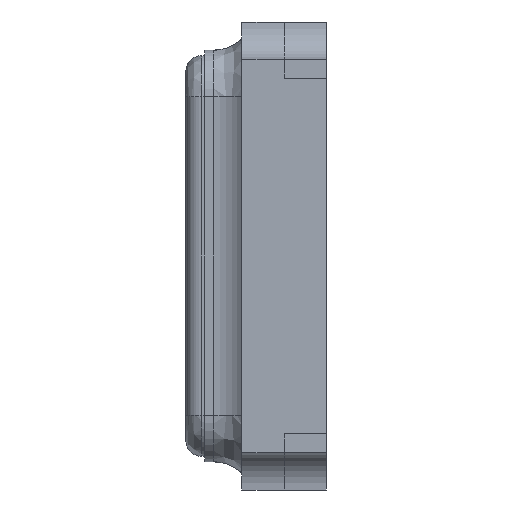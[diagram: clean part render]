
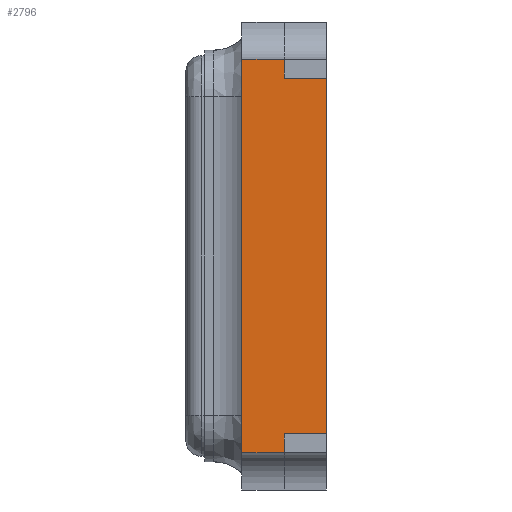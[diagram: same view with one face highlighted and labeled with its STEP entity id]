
A CAD part, left-side view. The second image highlights one B-rep face of the part: STEP entity #2796.
In plain terms, the highlighted face is planar.
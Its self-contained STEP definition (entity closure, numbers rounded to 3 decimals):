
#108 = EDGE_CURVE ( 'NONE', #2369, #1987, #1420, .T. ) ;
#213 = ORIENTED_EDGE ( 'NONE', *, *, #3073, .F. ) ;
#232 = ORIENTED_EDGE ( 'NONE', *, *, #108, .T. ) ;
#239 = VERTEX_POINT ( 'NONE', #924 ) ;
#410 = VECTOR ( 'NONE', #2429, 1000. ) ;
#417 = CARTESIAN_POINT ( 'NONE',  ( -1.05, 0.445, 1.6 ) ) ;
#450 = EDGE_CURVE ( 'NONE', #1260, #2577, #1332, .T. ) ;
#521 = ORIENTED_EDGE ( 'NONE', *, *, #2600, .F. ) ;
#611 = VECTOR ( 'NONE', #2814, 1000. ) ;
#791 = AXIS2_PLACEMENT_3D ( 'NONE', #3260, #1978, #2657 ) ;
#856 = CARTESIAN_POINT ( 'NONE',  ( 0., 0.225, 1.6 ) ) ;
#857 = VECTOR ( 'NONE', #3625, 1000. ) ;
#899 = CARTESIAN_POINT ( 'NONE',  ( 0.95, 0., 1.6 ) ) ;
#924 = CARTESIAN_POINT ( 'NONE',  ( 0.95, 0.225, 1.6 ) ) ;
#965 = DIRECTION ( 'NONE',  ( -1., 0., 0. ) ) ;
#1023 = DIRECTION ( 'NONE',  ( 1., 0., 0. ) ) ;
#1260 = VERTEX_POINT ( 'NONE', #3199 ) ;
#1328 = CARTESIAN_POINT ( 'NONE',  ( 0., 0.225, 1.6 ) ) ;
#1332 = LINE ( 'NONE', #1915, #3855 ) ;
#1420 = LINE ( 'NONE', #2372, #2323 ) ;
#1427 = FACE_OUTER_BOUND ( 'NONE', #1449, .T. ) ;
#1449 = EDGE_LOOP ( 'NONE', ( #213, #2771, #232, #2688, #3202, #2621, #2890, #521 ) ) ;
#1791 = DIRECTION ( 'NONE',  ( 0., 1., 0. ) ) ;
#1800 = EDGE_CURVE ( 'NONE', #2577, #3299, #3123, .T. ) ;
#1838 = CARTESIAN_POINT ( 'NONE',  ( -1.05, 0.225, 1.6 ) ) ;
#1915 = CARTESIAN_POINT ( 'NONE',  ( -0.95, 0.445, 1.6 ) ) ;
#1978 = DIRECTION ( 'NONE',  ( 0., 0., -1. ) ) ;
#1987 = VERTEX_POINT ( 'NONE', #3856 ) ;
#2004 = LINE ( 'NONE', #417, #2655 ) ;
#2123 = LINE ( 'NONE', #856, #857 ) ;
#2125 = VERTEX_POINT ( 'NONE', #3024 ) ;
#2234 = LINE ( 'NONE', #2775, #611 ) ;
#2323 = VECTOR ( 'NONE', #1791, 1000. ) ;
#2369 = VERTEX_POINT ( 'NONE', #2563 ) ;
#2372 = CARTESIAN_POINT ( 'NONE',  ( 1.05, 0.445, 1.6 ) ) ;
#2429 = DIRECTION ( 'NONE',  ( -1., 0., 0. ) ) ;
#2563 = CARTESIAN_POINT ( 'NONE',  ( 1.05, 0.225, 1.6 ) ) ;
#2577 = VERTEX_POINT ( 'NONE', #3596 ) ;
#2600 = EDGE_CURVE ( 'NONE', #3631, #1260, #3954, .T. ) ;
#2621 = ORIENTED_EDGE ( 'NONE', *, *, #1800, .F. ) ;
#2655 = VECTOR ( 'NONE', #3228, 1000. ) ;
#2657 = DIRECTION ( 'NONE',  ( -1., 0., 0. ) ) ;
#2688 = ORIENTED_EDGE ( 'NONE', *, *, #3769, .F. ) ;
#2771 = ORIENTED_EDGE ( 'NONE', *, *, #3657, .F. ) ;
#2775 = CARTESIAN_POINT ( 'NONE',  ( 0.95, 0.445, 1.6 ) ) ;
#2796 = ADVANCED_FACE ( 'NONE', ( #1427 ), #3518, .F. ) ;
#2814 = DIRECTION ( 'NONE',  ( 0., -1., 0. ) ) ;
#2890 = ORIENTED_EDGE ( 'NONE', *, *, #450, .F. ) ;
#3024 = CARTESIAN_POINT ( 'NONE',  ( -1.05, 0.45, 1.6 ) ) ;
#3068 = CARTESIAN_POINT ( 'NONE',  ( 0., 0., 1.6 ) ) ;
#3073 = EDGE_CURVE ( 'NONE', #239, #3631, #2234, .T. ) ;
#3123 = LINE ( 'NONE', #1328, #3869 ) ;
#3199 = CARTESIAN_POINT ( 'NONE',  ( -0.95, 0., 1.6 ) ) ;
#3202 = ORIENTED_EDGE ( 'NONE', *, *, #3581, .F. ) ;
#3228 = DIRECTION ( 'NONE',  ( 0., 1., 0. ) ) ;
#3260 = CARTESIAN_POINT ( 'NONE',  ( 0., 0.445, 1.6 ) ) ;
#3299 = VERTEX_POINT ( 'NONE', #1838 ) ;
#3518 = PLANE ( 'NONE',  #791 ) ;
#3550 = LINE ( 'NONE', #3853, #3881 ) ;
#3581 = EDGE_CURVE ( 'NONE', #3299, #2125, #2004, .T. ) ;
#3596 = CARTESIAN_POINT ( 'NONE',  ( -0.95, 0.225, 1.6 ) ) ;
#3625 = DIRECTION ( 'NONE',  ( -1., 0., 0. ) ) ;
#3631 = VERTEX_POINT ( 'NONE', #899 ) ;
#3657 = EDGE_CURVE ( 'NONE', #2369, #239, #2123, .T. ) ;
#3769 = EDGE_CURVE ( 'NONE', #2125, #1987, #3550, .T. ) ;
#3780 = DIRECTION ( 'NONE',  ( 0., 1., 0. ) ) ;
#3853 = CARTESIAN_POINT ( 'NONE',  ( -1.25, 0.45, 1.6 ) ) ;
#3855 = VECTOR ( 'NONE', #3780, 1000. ) ;
#3856 = CARTESIAN_POINT ( 'NONE',  ( 1.05, 0.45, 1.6 ) ) ;
#3869 = VECTOR ( 'NONE', #965, 1000. ) ;
#3881 = VECTOR ( 'NONE', #1023, 1000. ) ;
#3954 = LINE ( 'NONE', #3068, #410 ) ;
